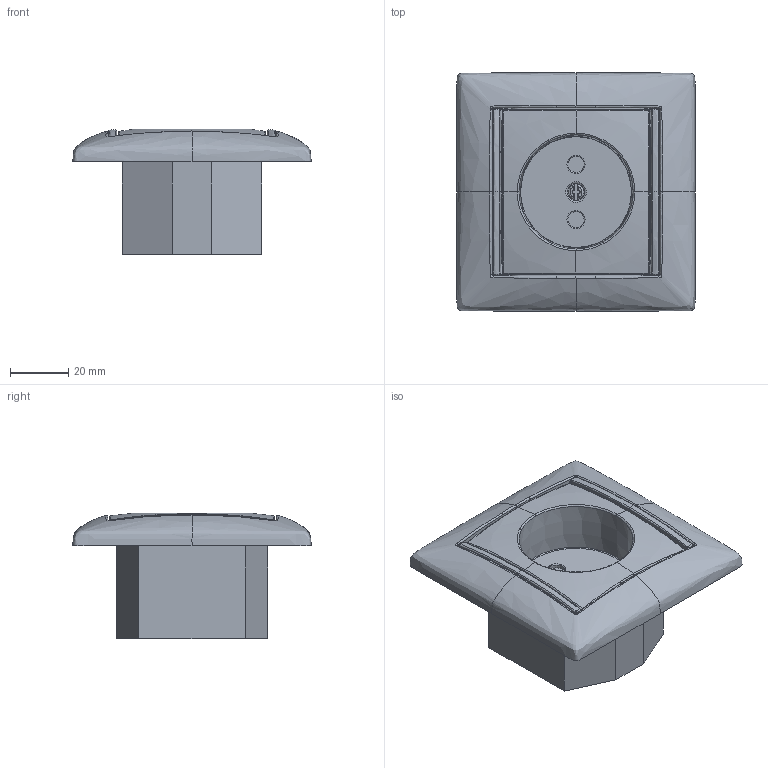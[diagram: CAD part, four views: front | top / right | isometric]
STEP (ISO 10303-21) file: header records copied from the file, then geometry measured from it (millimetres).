
FILE_DESCRIPTION(('STEP AP242'), '1');
FILE_NAME('774416', '', ('UNSPECIFIED'), ('UNSPECIFIED'), 'C3D Converter', 'C3D Toolkit', '');
FILE_SCHEMA(('AP242_MANAGED_MODEL_BASED_3D_ENGINEERING_MIM_LF { 1 0 10303 442 1 1 4 }'));
Length unit declared in the file: millimetre
Products named in the file (1): БЕИВ.434434.020
Bounding box: 82 x 82 x 43.19 mm (x, y, z)
Volume: 103869.7 mm3; surface area: 31990.2 mm2
Topology: 1 solids, 5 shells, 672 faces, 1768 edges, 1076 vertices
Faces by surface type: bspline 316, plane 154, extrusion 74, cylinder 64, torus 38, cone 18, sphere 8
Entity records: 65490 total; most frequent: CARTESIAN_POINT 47143, ORIENTED_EDGE 3454, EDGE_CURVE 1727, DIRECTION 1288, B_SPLINE_CURVE_WITH_KNOTS 1270, VERTEX_POINT 1073, EDGE_LOOP 692, FACE_BOUND 681
